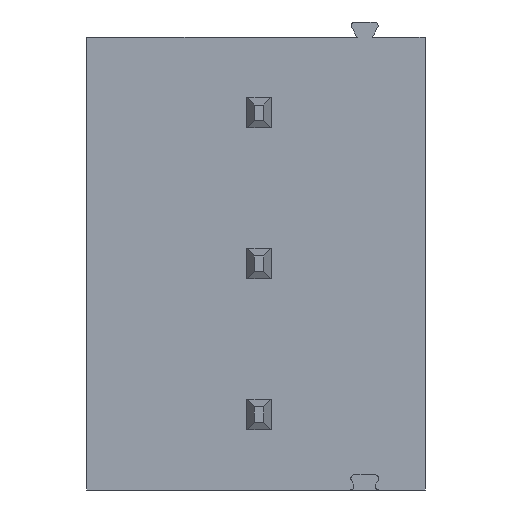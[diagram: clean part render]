
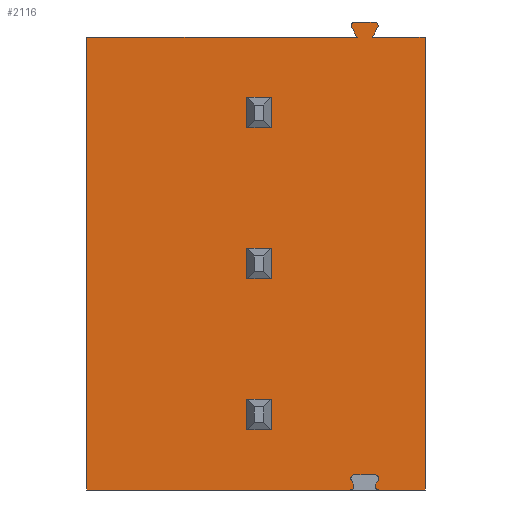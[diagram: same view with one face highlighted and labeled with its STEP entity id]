
A CAD part, front view. The second image highlights one B-rep face of the part: STEP entity #2116.
In plain terms, the highlighted planar face has unit normal (0, -1, 0).
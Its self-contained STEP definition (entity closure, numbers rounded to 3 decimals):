
#41=DIRECTION('',(1.,0.,0.));
#42=VECTOR('',#41,1.515);
#43=CARTESIAN_POINT('',(4.082,-9.,-12.5));
#44=LINE('',#43,#42);
#78=DIRECTION('',(1.,0.,0.));
#79=VECTOR('',#78,8.715);
#80=CARTESIAN_POINT('',(-5.603,-9.,-12.5));
#81=LINE('',#80,#79);
#122=DIRECTION('',(0.5,0.,-0.866));
#123=VECTOR('',#122,0.139);
#124=CARTESIAN_POINT('',(3.155,-9.,-12.185));
#125=LINE('',#124,#123);
#126=CARTESIAN_POINT('',(3.112,-9.,-12.37));
#127=DIRECTION('',(0.,-1.,0.));
#128=DIRECTION('',(0.,0.,-1.));
#129=AXIS2_PLACEMENT_3D('',#126,#127,#128);
#131=DIRECTION('',(0.,0.,1.));
#132=VECTOR('',#131,15.);
#133=CARTESIAN_POINT('',(-5.603,-9.,-12.5));
#134=LINE('',#133,#132);
#135=DIRECTION('',(0.5,0.,-0.866));
#136=VECTOR('',#135,0.352);
#137=CARTESIAN_POINT('',(3.171,-9.,2.805));
#138=LINE('',#137,#136);
#139=CARTESIAN_POINT('',(3.283,-9.,2.87));
#140=DIRECTION('',(0.,-1.,0.));
#141=DIRECTION('',(0.,0.,1.));
#142=AXIS2_PLACEMENT_3D('',#139,#140,#141);
#144=DIRECTION('',(-1.,0.,0.));
#145=VECTOR('',#144,0.627);
#146=CARTESIAN_POINT('',(3.91,-9.,3.));
#147=LINE('',#146,#145);
#148=CARTESIAN_POINT('',(3.91,-9.,2.87));
#149=DIRECTION('',(0.,-1.,0.));
#150=DIRECTION('',(0.866,0.,-0.5));
#151=AXIS2_PLACEMENT_3D('',#148,#149,#150);
#153=DIRECTION('',(0.5,0.,0.866));
#154=VECTOR('',#153,0.352);
#155=CARTESIAN_POINT('',(3.847,-9.,2.5));
#156=LINE('',#155,#154);
#157=CARTESIAN_POINT('',(4.082,-9.,-12.37));
#158=DIRECTION('',(0.,-1.,0.));
#159=DIRECTION('',(-0.866,0.,0.5));
#160=AXIS2_PLACEMENT_3D('',#157,#158,#159);
#162=DIRECTION('',(0.5,0.,0.866));
#163=VECTOR('',#162,0.139);
#164=CARTESIAN_POINT('',(3.969,-9.,-12.305));
#165=LINE('',#164,#163);
#166=CARTESIAN_POINT('',(3.926,-9.,-12.12));
#167=DIRECTION('',(0.,-1.,0.));
#168=DIRECTION('',(0.866,0.,-0.5));
#169=AXIS2_PLACEMENT_3D('',#166,#167,#168);
#171=DIRECTION('',(-1.,0.,0.));
#172=VECTOR('',#171,0.659);
#173=CARTESIAN_POINT('',(3.926,-9.,-11.99));
#174=LINE('',#173,#172);
#175=CARTESIAN_POINT('',(3.268,-9.,-12.12));
#176=DIRECTION('',(0.,-1.,0.));
#177=DIRECTION('',(0.,0.,1.));
#178=AXIS2_PLACEMENT_3D('',#175,#176,#177);
#180=DIRECTION('',(-1.,0.,0.));
#181=VECTOR('',#180,0.8);
#182=CARTESIAN_POINT('',(0.497,-9.,0.5));
#183=LINE('',#182,#181);
#184=DIRECTION('',(0.,0.,-1.));
#185=VECTOR('',#184,1.);
#186=CARTESIAN_POINT('',(-0.303,-9.,0.5));
#187=LINE('',#186,#185);
#188=DIRECTION('',(-1.,0.,0.));
#189=VECTOR('',#188,0.8);
#190=CARTESIAN_POINT('',(0.497,-9.,-0.5));
#191=LINE('',#190,#189);
#192=DIRECTION('',(0.,0.,-1.));
#193=VECTOR('',#192,1.);
#194=CARTESIAN_POINT('',(0.497,-9.,0.5));
#195=LINE('',#194,#193);
#196=DIRECTION('',(-1.,0.,0.));
#197=VECTOR('',#196,0.8);
#198=CARTESIAN_POINT('',(0.497,-9.,-4.5));
#199=LINE('',#198,#197);
#200=DIRECTION('',(0.,0.,-1.));
#201=VECTOR('',#200,1.);
#202=CARTESIAN_POINT('',(-0.303,-9.,-4.5));
#203=LINE('',#202,#201);
#204=DIRECTION('',(-1.,0.,0.));
#205=VECTOR('',#204,0.8);
#206=CARTESIAN_POINT('',(0.497,-9.,-5.5));
#207=LINE('',#206,#205);
#208=DIRECTION('',(0.,0.,-1.));
#209=VECTOR('',#208,1.);
#210=CARTESIAN_POINT('',(0.497,-9.,-4.5));
#211=LINE('',#210,#209);
#212=DIRECTION('',(-1.,0.,0.));
#213=VECTOR('',#212,0.8);
#214=CARTESIAN_POINT('',(0.497,-9.,-9.5));
#215=LINE('',#214,#213);
#216=DIRECTION('',(0.,0.,-1.));
#217=VECTOR('',#216,1.);
#218=CARTESIAN_POINT('',(-0.303,-9.,-9.5));
#219=LINE('',#218,#217);
#220=DIRECTION('',(-1.,0.,0.));
#221=VECTOR('',#220,0.8);
#222=CARTESIAN_POINT('',(0.497,-9.,-10.5));
#223=LINE('',#222,#221);
#224=DIRECTION('',(0.,0.,-1.));
#225=VECTOR('',#224,1.);
#226=CARTESIAN_POINT('',(0.497,-9.,-9.5));
#227=LINE('',#226,#225);
#306=DIRECTION('',(0.,0.,1.));
#307=VECTOR('',#306,15.);
#308=CARTESIAN_POINT('',(5.597,-9.,-12.5));
#309=LINE('',#308,#307);
#366=DIRECTION('',(1.,0.,0.));
#367=VECTOR('',#366,8.95);
#368=CARTESIAN_POINT('',(-5.603,-9.,2.5));
#369=LINE('',#368,#367);
#403=DIRECTION('',(1.,0.,0.));
#404=VECTOR('',#403,1.75);
#405=CARTESIAN_POINT('',(3.847,-9.,2.5));
#406=LINE('',#405,#404);
#1553=CARTESIAN_POINT('',(5.597,-9.,-12.5));
#1555=VERTEX_POINT('',#1553);
#1569=CARTESIAN_POINT('',(-5.603,-9.,-12.5));
#1570=VERTEX_POINT('',#1569);
#1571=CARTESIAN_POINT('',(5.597,-9.,2.5));
#1573=VERTEX_POINT('',#1571);
#1587=CARTESIAN_POINT('',(-5.603,-9.,2.5));
#1588=VERTEX_POINT('',#1587);
#1609=CARTESIAN_POINT('',(3.91,-9.,3.));
#1610=CARTESIAN_POINT('',(3.283,-9.,3.));
#1611=VERTEX_POINT('',#1609);
#1612=VERTEX_POINT('',#1610);
#1613=CARTESIAN_POINT('',(3.171,-9.,2.805));
#1614=VERTEX_POINT('',#1613);
#1615=CARTESIAN_POINT('',(4.023,-9.,2.805));
#1616=VERTEX_POINT('',#1615);
#1629=CARTESIAN_POINT('',(3.347,-9.,2.5));
#1630=VERTEX_POINT('',#1629);
#1631=CARTESIAN_POINT('',(3.847,-9.,2.5));
#1632=VERTEX_POINT('',#1631);
#1649=CARTESIAN_POINT('',(3.112,-9.,-12.5));
#1650=VERTEX_POINT('',#1649);
#1651=CARTESIAN_POINT('',(4.082,-9.,-12.5));
#1652=VERTEX_POINT('',#1651);
#1653=CARTESIAN_POINT('',(3.155,-9.,-12.185));
#1654=CARTESIAN_POINT('',(3.224,-9.,-12.305));
#1655=VERTEX_POINT('',#1653);
#1656=VERTEX_POINT('',#1654);
#1657=CARTESIAN_POINT('',(3.969,-9.,-12.305));
#1658=VERTEX_POINT('',#1657);
#1659=CARTESIAN_POINT('',(4.039,-9.,-12.185));
#1660=VERTEX_POINT('',#1659);
#1661=CARTESIAN_POINT('',(3.926,-9.,-11.99));
#1662=VERTEX_POINT('',#1661);
#1663=CARTESIAN_POINT('',(3.268,-9.,-11.99));
#1664=VERTEX_POINT('',#1663);
#1693=CARTESIAN_POINT('',(0.497,-9.,0.5));
#1694=CARTESIAN_POINT('',(-0.303,-9.,0.5));
#1695=VERTEX_POINT('',#1693);
#1696=VERTEX_POINT('',#1694);
#1697=CARTESIAN_POINT('',(0.497,-9.,-0.5));
#1698=CARTESIAN_POINT('',(-0.303,-9.,-0.5));
#1699=VERTEX_POINT('',#1697);
#1700=VERTEX_POINT('',#1698);
#1807=CARTESIAN_POINT('',(0.497,-9.,-4.5));
#1808=VERTEX_POINT('',#1807);
#1809=CARTESIAN_POINT('',(-0.303,-9.,-4.5));
#1810=VERTEX_POINT('',#1809);
#1811=CARTESIAN_POINT('',(0.497,-9.,-5.5));
#1812=VERTEX_POINT('',#1811);
#1813=CARTESIAN_POINT('',(-0.303,-9.,-5.5));
#1814=VERTEX_POINT('',#1813);
#1917=CARTESIAN_POINT('',(0.497,-9.,-9.5));
#1918=VERTEX_POINT('',#1917);
#1919=CARTESIAN_POINT('',(-0.303,-9.,-9.5));
#1920=VERTEX_POINT('',#1919);
#1921=CARTESIAN_POINT('',(0.497,-9.,-10.5));
#1922=VERTEX_POINT('',#1921);
#1923=CARTESIAN_POINT('',(-0.303,-9.,-10.5));
#1924=VERTEX_POINT('',#1923);
#2046=CARTESIAN_POINT('',(-5.603,-9.,-12.5));
#2047=DIRECTION('',(0.,-1.,0.));
#2048=DIRECTION('',(1.,0.,0.));
#2049=AXIS2_PLACEMENT_3D('',#2046,#2047,#2048);
#2050=PLANE('',#2049);
#2052=ORIENTED_EDGE('',*,*,#2051,.T.);
#2053=ORIENTED_EDGE('',*,*,#2038,.F.);
#2054=ORIENTED_EDGE('',*,*,#2002,.F.);
#2056=ORIENTED_EDGE('',*,*,#2055,.T.);
#2058=ORIENTED_EDGE('',*,*,#2057,.T.);
#2060=ORIENTED_EDGE('',*,*,#2059,.F.);
#2062=ORIENTED_EDGE('',*,*,#2061,.F.);
#2064=ORIENTED_EDGE('',*,*,#2063,.F.);
#2066=ORIENTED_EDGE('',*,*,#2065,.F.);
#2068=ORIENTED_EDGE('',*,*,#2067,.F.);
#2070=ORIENTED_EDGE('',*,*,#2069,.T.);
#2072=ORIENTED_EDGE('',*,*,#2071,.F.);
#2073=ORIENTED_EDGE('',*,*,#1984,.F.);
#2075=ORIENTED_EDGE('',*,*,#2074,.F.);
#2077=ORIENTED_EDGE('',*,*,#2076,.T.);
#2079=ORIENTED_EDGE('',*,*,#2078,.T.);
#2081=ORIENTED_EDGE('',*,*,#2080,.T.);
#2083=ORIENTED_EDGE('',*,*,#2082,.T.);
#2084=EDGE_LOOP('',(#2052,#2053,#2054,#2056,#2058,#2060,#2062,#2064,#2066,#2068,
#2070,#2072,#2073,#2075,#2077,#2079,#2081,#2083));
#2085=FACE_OUTER_BOUND('',#2084,.F.);
#2087=ORIENTED_EDGE('',*,*,#2086,.T.);
#2089=ORIENTED_EDGE('',*,*,#2088,.T.);
#2091=ORIENTED_EDGE('',*,*,#2090,.F.);
#2093=ORIENTED_EDGE('',*,*,#2092,.F.);
#2094=EDGE_LOOP('',(#2087,#2089,#2091,#2093));
#2095=FACE_BOUND('',#2094,.F.);
#2097=ORIENTED_EDGE('',*,*,#2096,.T.);
#2099=ORIENTED_EDGE('',*,*,#2098,.T.);
#2101=ORIENTED_EDGE('',*,*,#2100,.F.);
#2103=ORIENTED_EDGE('',*,*,#2102,.F.);
#2104=EDGE_LOOP('',(#2097,#2099,#2101,#2103));
#2105=FACE_BOUND('',#2104,.F.);
#2107=ORIENTED_EDGE('',*,*,#2106,.T.);
#2109=ORIENTED_EDGE('',*,*,#2108,.T.);
#2111=ORIENTED_EDGE('',*,*,#2110,.F.);
#2113=ORIENTED_EDGE('',*,*,#2112,.F.);
#2114=EDGE_LOOP('',(#2107,#2109,#2111,#2113));
#2115=FACE_BOUND('',#2114,.F.);
#130=CIRCLE('',#129,0.13);
#143=CIRCLE('',#142,0.13);
#152=CIRCLE('',#151,0.13);
#161=CIRCLE('',#160,0.13);
#170=CIRCLE('',#169,0.13);
#179=CIRCLE('',#178,0.13);
#1984=EDGE_CURVE('',#1652,#1555,#44,.T.);
#2002=EDGE_CURVE('',#1570,#1650,#81,.T.);
#2038=EDGE_CURVE('',#1650,#1656,#130,.T.);
#2051=EDGE_CURVE('',#1655,#1656,#125,.T.);
#2055=EDGE_CURVE('',#1570,#1588,#134,.T.);
#2057=EDGE_CURVE('',#1588,#1630,#369,.T.);
#2059=EDGE_CURVE('',#1614,#1630,#138,.T.);
#2061=EDGE_CURVE('',#1612,#1614,#143,.T.);
#2063=EDGE_CURVE('',#1611,#1612,#147,.T.);
#2065=EDGE_CURVE('',#1616,#1611,#152,.T.);
#2067=EDGE_CURVE('',#1632,#1616,#156,.T.);
#2069=EDGE_CURVE('',#1632,#1573,#406,.T.);
#2071=EDGE_CURVE('',#1555,#1573,#309,.T.);
#2074=EDGE_CURVE('',#1658,#1652,#161,.T.);
#2076=EDGE_CURVE('',#1658,#1660,#165,.T.);
#2078=EDGE_CURVE('',#1660,#1662,#170,.T.);
#2080=EDGE_CURVE('',#1662,#1664,#174,.T.);
#2082=EDGE_CURVE('',#1664,#1655,#179,.T.);
#2086=EDGE_CURVE('',#1695,#1696,#183,.T.);
#2088=EDGE_CURVE('',#1696,#1700,#187,.T.);
#2090=EDGE_CURVE('',#1699,#1700,#191,.T.);
#2092=EDGE_CURVE('',#1695,#1699,#195,.T.);
#2096=EDGE_CURVE('',#1808,#1810,#199,.T.);
#2098=EDGE_CURVE('',#1810,#1814,#203,.T.);
#2100=EDGE_CURVE('',#1812,#1814,#207,.T.);
#2102=EDGE_CURVE('',#1808,#1812,#211,.T.);
#2106=EDGE_CURVE('',#1918,#1920,#215,.T.);
#2108=EDGE_CURVE('',#1920,#1924,#219,.T.);
#2110=EDGE_CURVE('',#1922,#1924,#223,.T.);
#2112=EDGE_CURVE('',#1918,#1922,#227,.T.);
#2116=ADVANCED_FACE('',(#2085,#2095,#2105,#2115),#2050,.T.);
